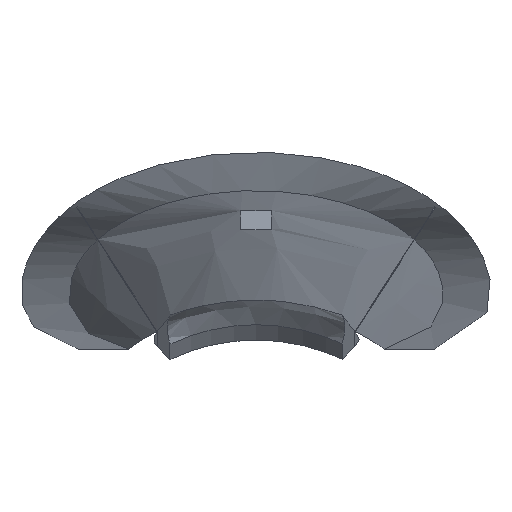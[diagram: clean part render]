
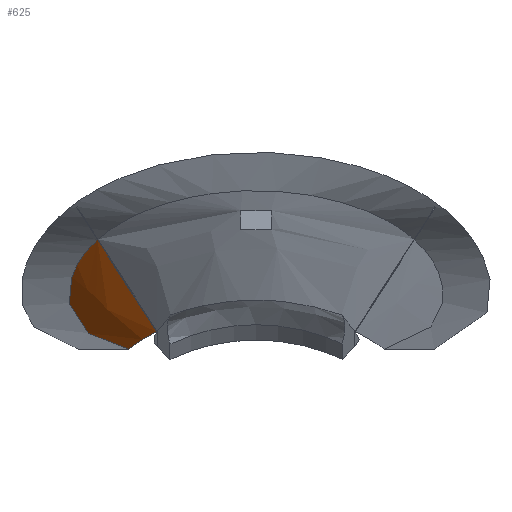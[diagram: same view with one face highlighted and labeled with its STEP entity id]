
A CAD part, front view. The second image highlights one B-rep face of the part: STEP entity #625.
In plain terms, the highlighted free-form (B-spline) face has degree [3, 3] with [5, 10] control points.
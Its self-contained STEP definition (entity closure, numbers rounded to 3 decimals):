
#148=FACE_OUTER_BOUND('',#184,.T.);
#184=EDGE_LOOP('',(#537,#538,#539));
#209=B_SPLINE_CURVE_WITH_KNOTS('',3,(#1013,#1014,#1015,#1016,#1017,#1018,
#1019,#1020,#1021,#1022,#1023,#1024,#1025,#1026,#1027,#1028),
 .UNSPECIFIED.,.F.,.F.,(4,2,2,2,2,2,2,4),(-11.818,-10.28,
-8.68,-7.101,-5.524,-3.948,
-2.943,-2.832),.UNSPECIFIED.);
#237=B_SPLINE_CURVE_WITH_KNOTS('',3,(#2233,#2234,#2235,#2236),
 .UNSPECIFIED.,.F.,.F.,(4,4),(-0.657,-0.07),
 .UNSPECIFIED.);
#238=B_SPLINE_CURVE_WITH_KNOTS('',3,(#2237,#2238,#2239,#2240,#2241,#2242,
#2243,#2244,#2245,#2246,#2247,#2248,#2249,#2250,#2251,#2252),
 .UNSPECIFIED.,.F.,.F.,(4,3,3,3,3,4),(-47.758,-45.173,
-44.708,-44.27,-42.058,-40.205),
 .UNSPECIFIED.);
#271=VERTEX_POINT('',#1011);
#272=VERTEX_POINT('',#1012);
#301=VERTEX_POINT('',#2232);
#338=EDGE_CURVE('',#271,#272,#209,.T.);
#384=EDGE_CURVE('',#301,#271,#237,.T.);
#385=EDGE_CURVE('',#301,#272,#238,.T.);
#537=ORIENTED_EDGE('',*,*,#384,.F.);
#538=ORIENTED_EDGE('',*,*,#385,.T.);
#539=ORIENTED_EDGE('',*,*,#338,.F.);
#595=B_SPLINE_SURFACE_WITH_KNOTS('',3,3,((#2182,#2183,#2184,#2185,#2186,
#2187,#2188,#2189,#2190,#2191),(#2192,#2193,#2194,#2195,#2196,#2197,#2198,
#2199,#2200,#2201),(#2202,#2203,#2204,#2205,#2206,#2207,#2208,#2209,#2210,
#2211),(#2212,#2213,#2214,#2215,#2216,#2217,#2218,#2219,#2220,#2221),(#2222,
#2223,#2224,#2225,#2226,#2227,#2228,#2229,#2230,#2231)),.UNSPECIFIED.,.F.,
 .F.,.F.,(4,1,4),(4,1,1,2,1,1,4),(0.355,0.378,0.409),
(0.172,0.254,0.265,0.275,
0.301,0.326,0.404),.UNSPECIFIED.);
#625=ADVANCED_FACE('',(#148),#595,.T.);
#1011=CARTESIAN_POINT('',(-17.773,178.059,19.04));
#1012=CARTESIAN_POINT('',(-22.064,87.181,34.233));
#1013=CARTESIAN_POINT('Ctrl Pts',(-17.773,178.059,19.04));
#1014=CARTESIAN_POINT('Ctrl Pts',(-18.994,172.705,19.307));
#1015=CARTESIAN_POINT('Ctrl Pts',(-20.09,167.228,19.627));
#1016=CARTESIAN_POINT('Ctrl Pts',(-22.032,156.162,20.398));
#1017=CARTESIAN_POINT('Ctrl Pts',(-22.892,150.433,20.864));
#1018=CARTESIAN_POINT('Ctrl Pts',(-24.279,139.166,21.966));
#1019=CARTESIAN_POINT('Ctrl Pts',(-24.82,133.564,22.609));
#1020=CARTESIAN_POINT('Ctrl Pts',(-25.656,122.994,24.067));
#1021=CARTESIAN_POINT('Ctrl Pts',(-25.973,117.5,24.955));
#1022=CARTESIAN_POINT('Ctrl Pts',(-26.129,107.026,27.089));
#1023=CARTESIAN_POINT('Ctrl Pts',(-25.994,101.228,28.519));
#1024=CARTESIAN_POINT('Ctrl Pts',(-24.607,93.042,31.368));
#1025=CARTESIAN_POINT('Ctrl Pts',(-23.791,90.249,32.572));
#1026=CARTESIAN_POINT('Ctrl Pts',(-22.365,87.674,33.957));
#1027=CARTESIAN_POINT('Ctrl Pts',(-22.218,87.424,34.095));
#1028=CARTESIAN_POINT('Ctrl Pts',(-22.064,87.181,34.233));
#2182=CARTESIAN_POINT('Ctrl Pts',(-19.136,180.498,17.023));
#2183=CARTESIAN_POINT('Ctrl Pts',(-20.62,169.53,18.541));
#2184=CARTESIAN_POINT('Ctrl Pts',(-22.182,157.159,20.067));
#2185=CARTESIAN_POINT('Ctrl Pts',(-23.79,143.384,21.523));
#2186=CARTESIAN_POINT('Ctrl Pts',(-24.106,140.627,21.804));
#2187=CARTESIAN_POINT('Ctrl Pts',(-24.653,135.811,22.286));
#2188=CARTESIAN_POINT('Ctrl Pts',(-25.473,128.883,22.945));
#2189=CARTESIAN_POINT('Ctrl Pts',(-27.638,111.566,24.424));
#2190=CARTESIAN_POINT('Ctrl Pts',(-29.477,97.657,25.341));
#2191=CARTESIAN_POINT('Ctrl Pts',(-30.757,87.233,25.878));
#2192=CARTESIAN_POINT('Ctrl Pts',(-18.281,180.498,17.939));
#2193=CARTESIAN_POINT('Ctrl Pts',(-19.698,169.528,19.525));
#2194=CARTESIAN_POINT('Ctrl Pts',(-21.197,157.156,21.123));
#2195=CARTESIAN_POINT('Ctrl Pts',(-22.752,143.379,22.655));
#2196=CARTESIAN_POINT('Ctrl Pts',(-23.058,140.622,22.951));
#2197=CARTESIAN_POINT('Ctrl Pts',(-23.589,135.805,23.458));
#2198=CARTESIAN_POINT('Ctrl Pts',(-24.391,128.874,24.157));
#2199=CARTESIAN_POINT('Ctrl Pts',(-26.535,111.551,25.742));
#2200=CARTESIAN_POINT('Ctrl Pts',(-28.39,97.639,26.748));
#2201=CARTESIAN_POINT('Ctrl Pts',(-29.691,87.215,27.345));
#2202=CARTESIAN_POINT('Ctrl Pts',(-16.295,180.496,19.826));
#2203=CARTESIAN_POINT('Ctrl Pts',(-17.559,169.524,21.548));
#2204=CARTESIAN_POINT('Ctrl Pts',(-18.912,157.149,23.295));
#2205=CARTESIAN_POINT('Ctrl Pts',(-20.334,143.37,24.99));
#2206=CARTESIAN_POINT('Ctrl Pts',(-20.615,140.612,25.318));
#2207=CARTESIAN_POINT('Ctrl Pts',(-21.103,135.795,25.881));
#2208=CARTESIAN_POINT('Ctrl Pts',(-21.853,128.856,26.669));
#2209=CARTESIAN_POINT('Ctrl Pts',(-23.903,111.525,28.507));
#2210=CARTESIAN_POINT('Ctrl Pts',(-25.739,97.609,29.744));
#2211=CARTESIAN_POINT('Ctrl Pts',(-27.043,87.185,30.502));
#2212=CARTESIAN_POINT('Ctrl Pts',(-14.376,180.495,21.169));
#2213=CARTESIAN_POINT('Ctrl Pts',(-15.493,169.522,22.986));
#2214=CARTESIAN_POINT('Ctrl Pts',(-16.69,157.147,24.843));
#2215=CARTESIAN_POINT('Ctrl Pts',(-17.954,143.366,26.666));
#2216=CARTESIAN_POINT('Ctrl Pts',(-18.204,140.609,27.02));
#2217=CARTESIAN_POINT('Ctrl Pts',(-18.638,135.791,27.629));
#2218=CARTESIAN_POINT('Ctrl Pts',(-19.309,128.85,28.495));
#2219=CARTESIAN_POINT('Ctrl Pts',(-21.154,111.517,30.57));
#2220=CARTESIAN_POINT('Ctrl Pts',(-22.822,97.602,32.052));
#2221=CARTESIAN_POINT('Ctrl Pts',(-24.012,87.18,32.994));
#2222=CARTESIAN_POINT('Ctrl Pts',(-13.195,180.496,21.84));
#2223=CARTESIAN_POINT('Ctrl Pts',(-14.218,169.524,23.704));
#2224=CARTESIAN_POINT('Ctrl Pts',(-15.315,157.148,25.616));
#2225=CARTESIAN_POINT('Ctrl Pts',(-16.475,143.367,27.502));
#2226=CARTESIAN_POINT('Ctrl Pts',(-16.705,140.609,27.869));
#2227=CARTESIAN_POINT('Ctrl Pts',(-17.103,135.791,28.501));
#2228=CARTESIAN_POINT('Ctrl Pts',(-17.72,128.849,29.404));
#2229=CARTESIAN_POINT('Ctrl Pts',(-19.422,111.516,31.597));
#2230=CARTESIAN_POINT('Ctrl Pts',(-20.964,97.602,33.201));
#2231=CARTESIAN_POINT('Ctrl Pts',(-22.064,87.18,34.233));
#2232=CARTESIAN_POINT('',(-13.849,180.496,21.453));
#2233=CARTESIAN_POINT('Ctrl Pts',(-13.849,180.496,21.453));
#2234=CARTESIAN_POINT('Ctrl Pts',(-15.16,179.832,20.795));
#2235=CARTESIAN_POINT('Ctrl Pts',(-16.448,179.034,20.005));
#2236=CARTESIAN_POINT('Ctrl Pts',(-17.773,178.059,19.04));
#2237=CARTESIAN_POINT('Ctrl Pts',(-13.849,180.496,21.453));
#2238=CARTESIAN_POINT('Ctrl Pts',(-15.659,163.231,24.269));
#2239=CARTESIAN_POINT('Ctrl Pts',(-16.879,149.503,26.166));
#2240=CARTESIAN_POINT('Ctrl Pts',(-17.738,139.235,27.503));
#2241=CARTESIAN_POINT('Ctrl Pts',(-17.893,137.389,27.743));
#2242=CARTESIAN_POINT('Ctrl Pts',(-18.039,135.655,27.971));
#2243=CARTESIAN_POINT('Ctrl Pts',(-18.176,134.033,28.185));
#2244=CARTESIAN_POINT('Ctrl Pts',(-18.306,132.506,28.386));
#2245=CARTESIAN_POINT('Ctrl Pts',(-18.435,130.982,28.587));
#2246=CARTESIAN_POINT('Ctrl Pts',(-18.565,129.458,28.79));
#2247=CARTESIAN_POINT('Ctrl Pts',(-19.222,121.759,29.81));
#2248=CARTESIAN_POINT('Ctrl Pts',(-19.884,114.077,30.841));
#2249=CARTESIAN_POINT('Ctrl Pts',(-20.522,106.432,31.833));
#2250=CARTESIAN_POINT('Ctrl Pts',(-21.056,100.026,32.665));
#2251=CARTESIAN_POINT('Ctrl Pts',(-21.574,93.647,33.47));
#2252=CARTESIAN_POINT('Ctrl Pts',(-22.064,87.181,34.233));
